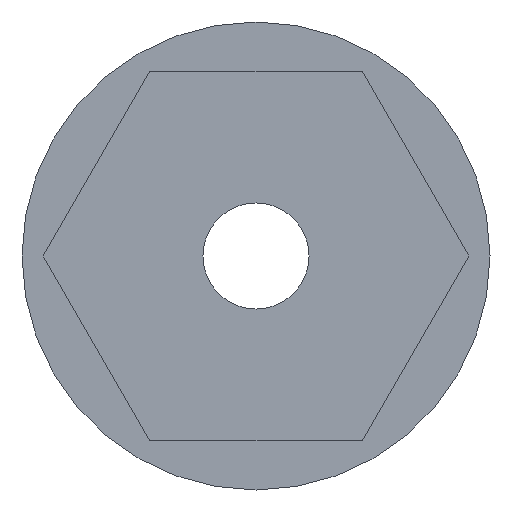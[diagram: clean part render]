
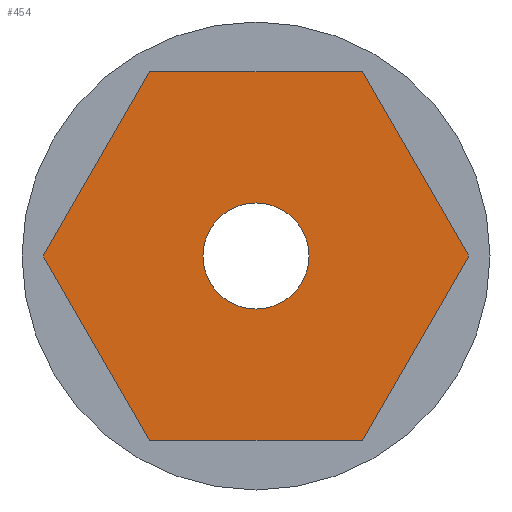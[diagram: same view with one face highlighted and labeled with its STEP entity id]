
A CAD part, front view. The second image highlights one B-rep face of the part: STEP entity #454.
In plain terms, the highlighted planar face has unit normal (0, -1, 0).
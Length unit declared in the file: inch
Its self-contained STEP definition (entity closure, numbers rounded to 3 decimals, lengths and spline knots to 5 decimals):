
#26 = VECTOR ( 'NONE', #493, 39.37008 ) ;
#28 = ORIENTED_EDGE ( 'NONE', *, *, #141, .F. ) ;
#29 = DIRECTION ( 'NONE',  ( 0., 0., -1. ) ) ;
#33 = DIRECTION ( 'NONE',  ( 0., -1., 0. ) ) ;
#36 = CARTESIAN_POINT ( 'NONE',  ( 0., 0., 0. ) ) ;
#63 = EDGE_CURVE ( 'NONE', #707, #691, #868, .T. ) ;
#64 = ORIENTED_EDGE ( 'NONE', *, *, #860, .F. ) ;
#78 = VECTOR ( 'NONE', #479, 39.37008 ) ;
#92 = EDGE_CURVE ( 'NONE', #691, #292, #158, .T. ) ;
#94 = ORIENTED_EDGE ( 'NONE', *, *, #63, .F. ) ;
#107 = EDGE_CURVE ( 'NONE', #292, #546, #789, .T. ) ;
#130 = AXIS2_PLACEMENT_3D ( 'NONE', #856, #817, #814 ) ;
#141 = EDGE_CURVE ( 'NONE', #546, #475, #758, .T. ) ;
#153 = EDGE_CURVE ( 'NONE', #346, #601, #964, .T. ) ;
#158 = LINE ( 'NONE', #864, #26 ) ;
#180 = FACE_OUTER_BOUND ( 'NONE', #759, .T. ) ;
#192 = VECTOR ( 'NONE', #304, 39.37008 ) ;
#193 = ORIENTED_EDGE ( 'NONE', *, *, #92, .F. ) ;
#292 = VERTEX_POINT ( 'NONE', #1069 ) ;
#293 = ORIENTED_EDGE ( 'NONE', *, *, #107, .F. ) ;
#295 = LINE ( 'NONE', #612, #483 ) ;
#304 = DIRECTION ( 'NONE',  ( 0.5, 0., 0.866 ) ) ;
#330 = ORIENTED_EDGE ( 'NONE', *, *, #153, .F. ) ;
#346 = VERTEX_POINT ( 'NONE', #955 ) ;
#357 = VECTOR ( 'NONE', #566, 39.37008 ) ;
#410 = ORIENTED_EDGE ( 'NONE', *, *, #771, .F. ) ;
#421 = VERTEX_POINT ( 'NONE', #923 ) ;
#454 = ADVANCED_FACE ( 'NONE', ( #468, #180 ), #852, .F. ) ;
#464 = ORIENTED_EDGE ( 'NONE', *, *, #554, .F. ) ;
#468 = FACE_BOUND ( 'NONE', #1021, .T. ) ;
#475 = VERTEX_POINT ( 'NONE', #791 ) ;
#479 = DIRECTION ( 'NONE',  ( -0.5, 0., -0.866 ) ) ;
#483 = VECTOR ( 'NONE', #594, 39.37008 ) ;
#488 = CARTESIAN_POINT ( 'NONE',  ( 0.27276, 0., 0. ) ) ;
#493 = DIRECTION ( 'NONE',  ( 1., 0., 0. ) ) ;
#546 = VERTEX_POINT ( 'NONE', #786 ) ;
#554 = EDGE_CURVE ( 'NONE', #475, #421, #647, .T. ) ;
#566 = DIRECTION ( 'NONE',  ( 0.5, 0., -0.866 ) ) ;
#594 = DIRECTION ( 'NONE',  ( -0.5, 0., 0.866 ) ) ;
#601 = VERTEX_POINT ( 'NONE', #727 ) ;
#604 = VECTOR ( 'NONE', #773, 39.37008 ) ;
#612 = CARTESIAN_POINT ( 'NONE',  ( -0.13638, 0., -0.23622 ) ) ;
#630 = DIRECTION ( 'NONE',  ( 0., 0., -1. ) ) ;
#633 = CARTESIAN_POINT ( 'NONE',  ( 0.13638, 0., 0.23622 ) ) ;
#635 = DIRECTION ( 'NONE',  ( 0., -1., 0. ) ) ;
#637 = CARTESIAN_POINT ( 'NONE',  ( 0., 0., 0. ) ) ;
#643 = CARTESIAN_POINT ( 'NONE',  ( -0.27276, 0., 0. ) ) ;
#647 = LINE ( 'NONE', #769, #604 ) ;
#652 = CARTESIAN_POINT ( 'NONE',  ( -0.13638, 0., 0.23622 ) ) ;
#669 = CARTESIAN_POINT ( 'NONE',  ( -0.27276, 0., 0. ) ) ;
#691 = VERTEX_POINT ( 'NONE', #652 ) ;
#707 = VERTEX_POINT ( 'NONE', #643 ) ;
#727 = CARTESIAN_POINT ( 'NONE',  ( 0., 0., 0.068 ) ) ;
#758 = LINE ( 'NONE', #488, #78 ) ;
#759 = EDGE_LOOP ( 'NONE', ( #464, #28, #293, #193, #94, #64 ) ) ;
#769 = CARTESIAN_POINT ( 'NONE',  ( 0.13638, 0., -0.23622 ) ) ;
#771 = EDGE_CURVE ( 'NONE', #601, #346, #954, .T. ) ;
#773 = DIRECTION ( 'NONE',  ( -1., 0., 0. ) ) ;
#786 = CARTESIAN_POINT ( 'NONE',  ( 0.27276, 0., 0. ) ) ;
#789 = LINE ( 'NONE', #633, #357 ) ;
#791 = CARTESIAN_POINT ( 'NONE',  ( 0.13638, 0., -0.23622 ) ) ;
#814 = DIRECTION ( 'NONE',  ( 0., 0., 1. ) ) ;
#817 = DIRECTION ( 'NONE',  ( 0., 1., 0. ) ) ;
#852 = PLANE ( 'NONE',  #130 ) ;
#856 = CARTESIAN_POINT ( 'NONE',  ( 0., 0., 0. ) ) ;
#860 = EDGE_CURVE ( 'NONE', #421, #707, #295, .T. ) ;
#864 = CARTESIAN_POINT ( 'NONE',  ( -0.13638, 0., 0.23622 ) ) ;
#868 = LINE ( 'NONE', #669, #192 ) ;
#923 = CARTESIAN_POINT ( 'NONE',  ( -0.13638, 0., -0.23622 ) ) ;
#954 = CIRCLE ( 'NONE', #998, 0.068 ) ;
#955 = CARTESIAN_POINT ( 'NONE',  ( 0., 0., -0.068 ) ) ;
#961 = AXIS2_PLACEMENT_3D ( 'NONE', #36, #33, #29 ) ;
#964 = CIRCLE ( 'NONE', #961, 0.068 ) ;
#998 = AXIS2_PLACEMENT_3D ( 'NONE', #637, #635, #630 ) ;
#1021 = EDGE_LOOP ( 'NONE', ( #330, #410 ) ) ;
#1069 = CARTESIAN_POINT ( 'NONE',  ( 0.13638, 0., 0.23622 ) ) ;
